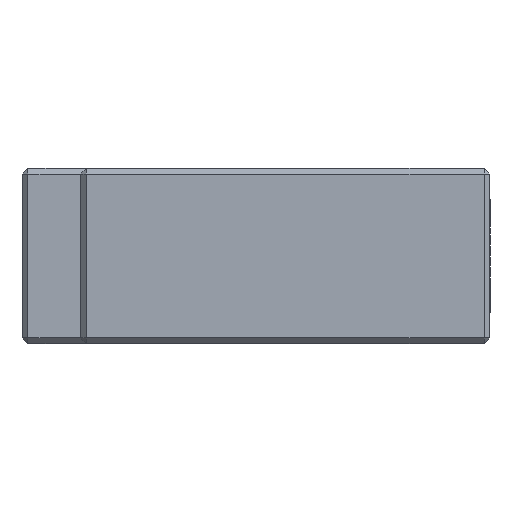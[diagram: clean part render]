
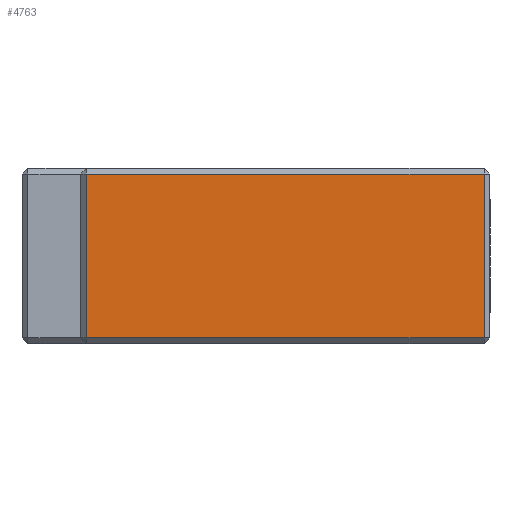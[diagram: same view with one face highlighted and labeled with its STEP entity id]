
A CAD part, left-side view. The second image highlights one B-rep face of the part: STEP entity #4763.
In plain terms, the highlighted planar face has unit normal (-1, 0, 0).
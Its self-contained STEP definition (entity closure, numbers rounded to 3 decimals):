
#124 = ORIENTED_EDGE ( 'NONE', *, *, #3104, .F. ) ;
#162 = CARTESIAN_POINT ( 'NONE',  ( -53., 70., 14. ) ) ;
#851 = ORIENTED_EDGE ( 'NONE', *, *, #2819, .T. ) ;
#870 = DIRECTION ( 'NONE',  ( 0., -1., 0. ) ) ;
#1228 = VECTOR ( 'NONE', #870, 1000. ) ;
#1234 = LINE ( 'NONE', #3817, #4790 ) ;
#1290 = CARTESIAN_POINT ( 'NONE',  ( -53., 70., 15. ) ) ;
#1711 = EDGE_LOOP ( 'NONE', ( #4150, #124, #2219, #851 ) ) ;
#1789 = DIRECTION ( 'NONE',  ( 0., 1., 0. ) ) ;
#2089 = CARTESIAN_POINT ( 'NONE',  ( -53., 69., 14. ) ) ;
#2219 = ORIENTED_EDGE ( 'NONE', *, *, #6954, .F. ) ;
#2539 = DIRECTION ( 'NONE',  ( 1., 0., 0. ) ) ;
#2819 = EDGE_CURVE ( 'NONE', #8466, #4180, #1234, .T. ) ;
#3104 = EDGE_CURVE ( 'NONE', #5413, #3294, #5033, .T. ) ;
#3188 = LINE ( 'NONE', #3284, #6053 ) ;
#3284 = CARTESIAN_POINT ( 'NONE',  ( -53., 69., 15. ) ) ;
#3294 = VERTEX_POINT ( 'NONE', #7997 ) ;
#3388 = DIRECTION ( 'NONE',  ( 0., -1., 0. ) ) ;
#3817 = CARTESIAN_POINT ( 'NONE',  ( -53., 70., -14. ) ) ;
#4071 = CARTESIAN_POINT ( 'NONE',  ( -53., 69., -14. ) ) ;
#4150 = ORIENTED_EDGE ( 'NONE', *, *, #5195, .F. ) ;
#4180 = VERTEX_POINT ( 'NONE', #5476 ) ;
#4323 = CARTESIAN_POINT ( 'NONE',  ( -53., 1., 15. ) ) ;
#4763 = ADVANCED_FACE ( 'NONE', ( #6063 ), #5922, .F. ) ;
#4790 = VECTOR ( 'NONE', #3388, 1000. ) ;
#5033 = LINE ( 'NONE', #162, #1228 ) ;
#5195 = EDGE_CURVE ( 'NONE', #3294, #4180, #6441, .T. ) ;
#5413 = VERTEX_POINT ( 'NONE', #2089 ) ;
#5476 = CARTESIAN_POINT ( 'NONE',  ( -53., 1., -14. ) ) ;
#5881 = AXIS2_PLACEMENT_3D ( 'NONE', #1290, #2539, #1789 ) ;
#5922 = PLANE ( 'NONE',  #5881 ) ;
#6053 = VECTOR ( 'NONE', #6240, 1000. ) ;
#6063 = FACE_OUTER_BOUND ( 'NONE', #1711, .T. ) ;
#6240 = DIRECTION ( 'NONE',  ( 0., 0., 1. ) ) ;
#6441 = LINE ( 'NONE', #4323, #8113 ) ;
#6954 = EDGE_CURVE ( 'NONE', #8466, #5413, #3188, .T. ) ;
#7997 = CARTESIAN_POINT ( 'NONE',  ( -53., 1., 14. ) ) ;
#8113 = VECTOR ( 'NONE', #8527, 1000. ) ;
#8466 = VERTEX_POINT ( 'NONE', #4071 ) ;
#8527 = DIRECTION ( 'NONE',  ( 0., 0., -1. ) ) ;
